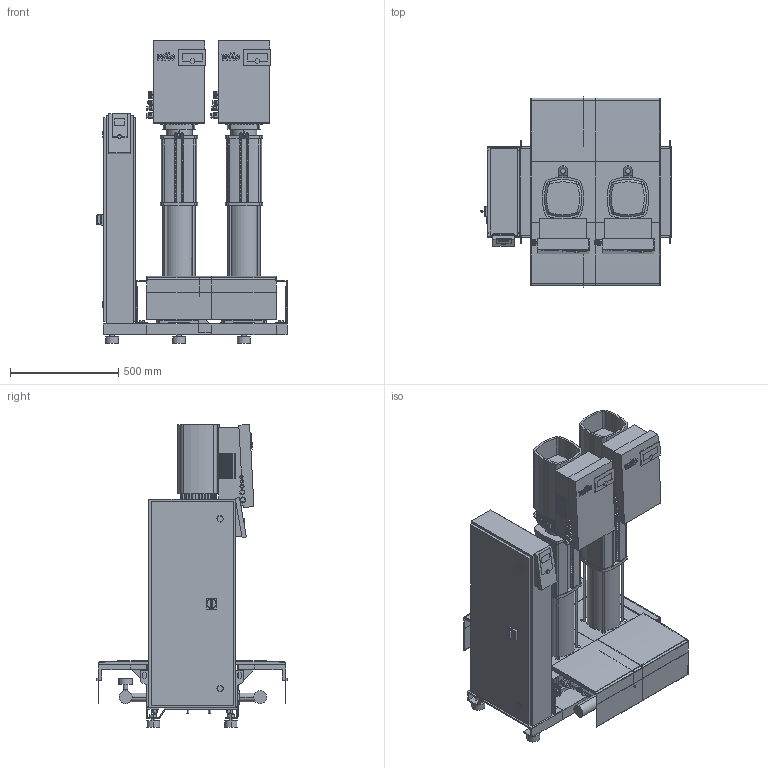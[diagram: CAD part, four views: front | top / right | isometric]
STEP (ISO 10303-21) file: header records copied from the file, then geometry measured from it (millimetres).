
FILE_DESCRIPTION((''),'2;1');
FILE_NAME('3d_SiBoostSmart2HelixEXCEL611-2537643.stp','2016-08-24T10:08:12',(''),(''),'Mechanical Desktop 2009','Mechanical Desktop 2009',', , ');
FILE_SCHEMA(('CONFIG_CONTROL_DESIGN'));
Length unit declared in the file: millimetre
Products named in the file (1): Product
Bounding box: 880 x 885 x 1401 mm (x, y, z)
Volume: 140900034.7 mm3; surface area: 11831006.8 mm2
Topology: 131 solids, 131 shells, 4501 faces, 11826 edges, 7758 vertices
Faces by surface type: plane 2029, bspline 1611, cylinder 737, cone 110, torus 10, sphere 4
Entity records: 145979 total; most frequent: CARTESIAN_POINT 36689, ORIENTED_EDGE 23628, DIRECTION 20104, EDGE_CURVE 11814, VECTOR 8698, LINE 8698, VERTEX_POINT 7754, AXIS2_PLACEMENT_3D 5703
